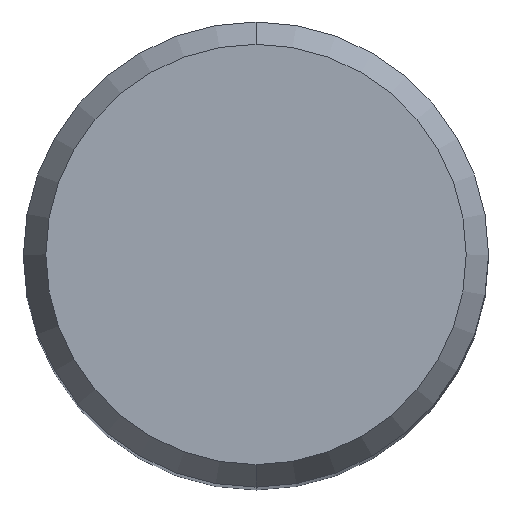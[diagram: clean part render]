
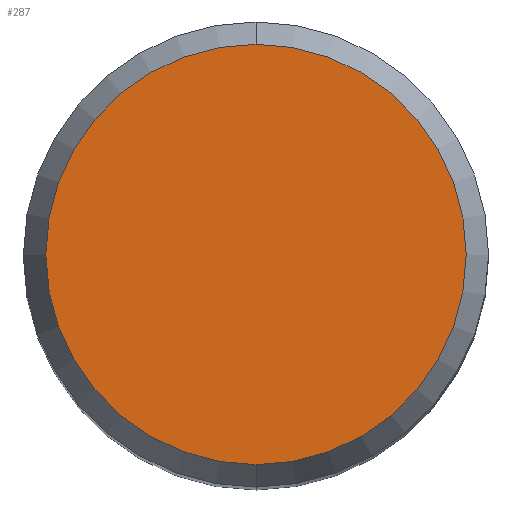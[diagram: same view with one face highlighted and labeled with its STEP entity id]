
A CAD part, top view. The second image highlights one B-rep face of the part: STEP entity #287.
In plain terms, the highlighted planar face has unit normal (0, 0, 1).
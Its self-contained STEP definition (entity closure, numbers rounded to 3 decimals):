
#177=VERTEX_POINT('',#468);
#219=EDGE_CURVE('',#177,#365,#511,.T.);
#287=ADVANCED_FACE('',(#588),#589,.T.);
#307=EDGE_CURVE('',#365,#177,#611,.T.);
#365=VERTEX_POINT('',#678);
#468=CARTESIAN_POINT('',(0.0,5.423,0.0));
#511=CIRCLE('',#923,5.423);
#588=FACE_OUTER_BOUND('',#1037,.T.);
#589=PLANE('',#1038);
#611=CIRCLE('',#1118,5.423);
#678=CARTESIAN_POINT('',(0.,-5.423,0.0));
#923=AXIS2_PLACEMENT_3D('',#1464,#1465,#1466);
#1037=EDGE_LOOP('',(#1582,#1583));
#1038=AXIS2_PLACEMENT_3D('',#1584,#1585,#1586);
#1118=AXIS2_PLACEMENT_3D('',#1617,#1618,#1619);
#1464=CARTESIAN_POINT('',(0.0,0.0,0.0));
#1465=DIRECTION('',(0.0,0.0,-1.0));
#1466=DIRECTION('',(0.0,1.0,0.0));
#1582=ORIENTED_EDGE('',*,*,#219,.F.);
#1583=ORIENTED_EDGE('',*,*,#307,.F.);
#1584=CARTESIAN_POINT('',(0.0,2.711,0.0));
#1585=DIRECTION('',(-0.0,0.0,1.0));
#1586=DIRECTION('',(0.0,-1.0,0.0));
#1617=CARTESIAN_POINT('',(0.0,0.0,0.0));
#1618=DIRECTION('',(0.0,0.0,-1.0));
#1619=DIRECTION('',(0.0,1.0,0.0));
